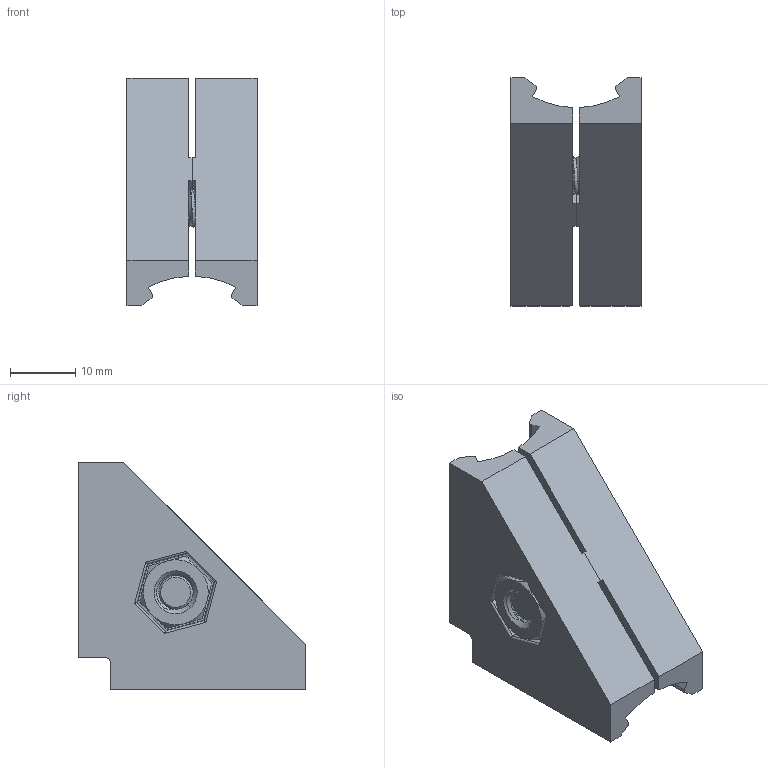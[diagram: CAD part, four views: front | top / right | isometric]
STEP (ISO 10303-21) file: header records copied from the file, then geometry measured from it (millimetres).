
FILE_DESCRIPTION (( 'STEP AP214' ), '1' );
FILE_NAME ('B392 Ñîåäèíèòåëü òðóáíûõ ïðîôèëåé ïîä óãëîì 90 ãð.STEP', '2024-01-25T06:51:57', ( '' ), ( '' ), 'SwSTEP 2.0', 'SolidWorks 2022', '' );
FILE_SCHEMA (( 'AUTOMOTIVE_DESIGN' ));
Length unit declared in the file: millimetre
Products named in the file (1): B392 Соединитель трубных профилей под углом 90 гр
Bounding box: 20 x 35 x 35 mm (x, y, z)
Volume: 10190.7 mm3; surface area: 7964.4 mm2
Topology: 4 solids, 4 shells, 213 faces, 548 edges, 353 vertices
Faces by surface type: plane 86, cylinder 80, cone 33, bspline 14
Entity records: 13339 total; most frequent: CARTESIAN_POINT 6068, ORIENTED_EDGE 1096, DIRECTION 852, EDGE_CURVE 548, VERTEX_POINT 353, LINE 288, VECTOR 288, AXIS2_PLACEMENT_3D 282
